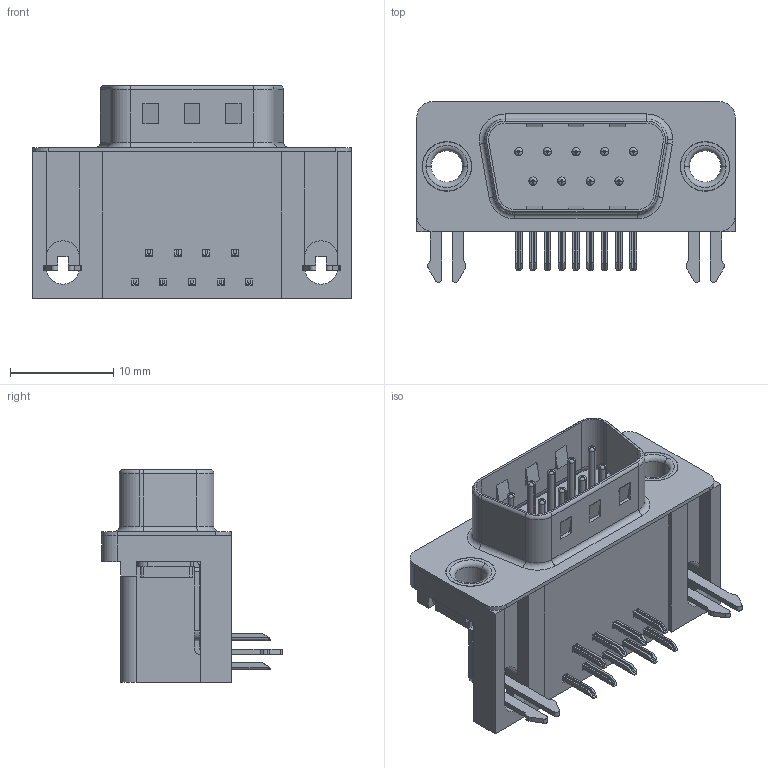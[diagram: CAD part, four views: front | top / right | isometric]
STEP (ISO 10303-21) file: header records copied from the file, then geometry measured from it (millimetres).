
FILE_DESCRIPTION (( 'STEP AP203' ), '1' );
FILE_NAME ('629-009-340-031.STEP', '2021-09-21T19:51:49', ( '' ), ( '' ), 'SwSTEP 2.0', 'SolidWorks 2020', '' );
FILE_SCHEMA (( 'CONFIG_CONTROL_DESIGN' ));
Length unit declared in the file: millimetre
Products named in the file (7): 629-009-340-031; 629 Thru Hole Rivet; 629 Shell_09 Socket; 629 Contact Bottom; 629 Housing_09 Socket; 629 2 Prong Board Lock; 629 Contact Top
Assembly tree (15 placements, depth 2):
  629-009-340-031
    629 Housing_09 Socket
    629 Shell_09 Socket
    629 Contact Bottom  x4
    629 Contact Top  x5
    629 2 Prong Board Lock  x2
    629 Thru Hole Rivet  x2
Bounding box: 30.89 x 17.48 x 20.6 mm (x, y, z)
Volume: 3709.1 mm3; surface area: 4740.8 mm2
Topology: 15 solids, 15 shells, 989 faces, 2483 edges, 1549 vertices
Faces by surface type: plane 603, cylinder 305, torus 81
Entity records: 14601 total; most frequent: DIRECTION 2430, CARTESIAN_POINT 2370, ORIENTED_EDGE 2290, EDGE_CURVE 1145, AXIS2_PLACEMENT_3D 825, VECTOR 780, LINE 780, VERTEX_POINT 729
